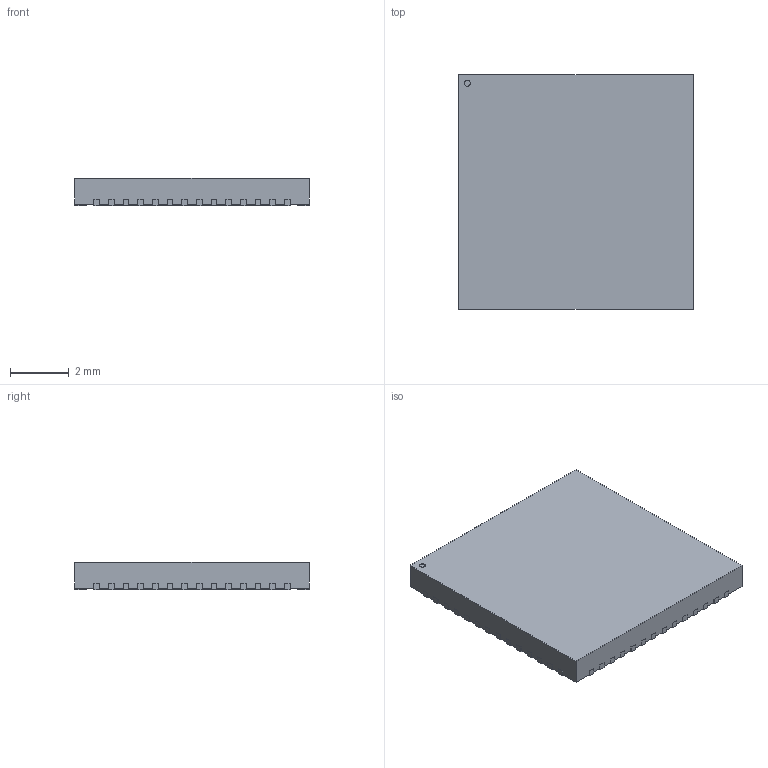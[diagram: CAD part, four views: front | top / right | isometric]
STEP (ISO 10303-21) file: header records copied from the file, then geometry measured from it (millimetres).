
FILE_DESCRIPTION(('Open CASCADE Model'),'2;1');
FILE_NAME('Open CASCADE Shape Model','2025-05-21T22:06:51',('Author'),( 'Open CASCADE'),'Open CASCADE STEP processor 7.8','Open CASCADE 7.8' ,'Unknown');
FILE_SCHEMA(('AUTOMOTIVE_DESIGN { 1 0 10303 214 1 1 1 1 }'));
Length unit declared in the file: millimetre
Products named in the file (1): SOLID
Bounding box: 8 x 8 x 0.93 mm (x, y, z)
Volume: 58.6 mm3; surface area: 160.7 mm2
Topology: 1 solids, 1 shells, 424 faces, 1239 edges, 826 vertices
Faces by surface type: bspline 424
Entity records: 16249 total; most frequent: CARTESIAN_POINT 6369, ORIENTED_EDGE 2478, EDGE_CURVE 1239, B_SPLINE_CURVE_WITH_KNOTS 1095, VERTEX_POINT 826, FACE_BOUND 433, EDGE_LOOP 433, ADVANCED_FACE 424
